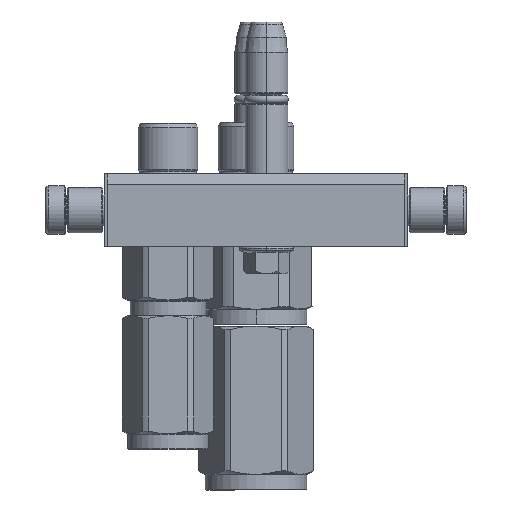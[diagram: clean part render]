
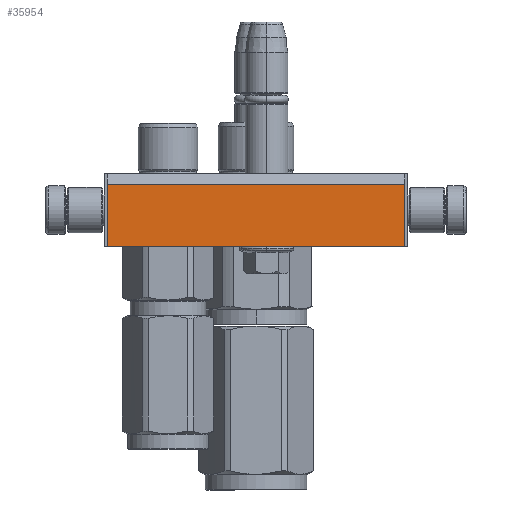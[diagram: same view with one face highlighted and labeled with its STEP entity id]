
A CAD part, left-side view. The second image highlights one B-rep face of the part: STEP entity #35954.
In plain terms, the highlighted face is planar.
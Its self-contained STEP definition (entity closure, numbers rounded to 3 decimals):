
#1349 = CARTESIAN_POINT ( 'NONE',  ( 78., 3.464, 24. ) ) ;
#1597 = DIRECTION ( 'NONE',  ( 0., 1., 0. ) ) ;
#2072 = EDGE_CURVE ( 'NONE', #43231, #24190, #33139, .T. ) ;
#2296 = ORIENTED_EDGE ( 'NONE', *, *, #24686, .T. ) ;
#6453 = LINE ( 'NONE', #53849, #18920 ) ;
#8085 = ORIENTED_EDGE ( 'NONE', *, *, #50996, .F. ) ;
#10095 = DIRECTION ( 'NONE',  ( 0., 1., 0. ) ) ;
#10801 = DIRECTION ( 'NONE',  ( 1., 0., 0. ) ) ;
#14788 = LINE ( 'NONE', #52064, #25289 ) ;
#14863 = VECTOR ( 'NONE', #10095, 1000. ) ;
#17707 = DIRECTION ( 'NONE',  ( 0., 0., 1. ) ) ;
#18077 = CARTESIAN_POINT ( 'NONE',  ( -21., 0., 24. ) ) ;
#18915 = CARTESIAN_POINT ( 'NONE',  ( 78., 3.464, 24. ) ) ;
#18920 = VECTOR ( 'NONE', #20496, 1000. ) ;
#20496 = DIRECTION ( 'NONE',  ( 1., 0., 0. ) ) ;
#20934 = AXIS2_PLACEMENT_3D ( 'NONE', #18077, #17707, #50886 ) ;
#23973 = CARTESIAN_POINT ( 'NONE',  ( -20., 3.464, 24. ) ) ;
#24190 = VERTEX_POINT ( 'NONE', #35829 ) ;
#24686 = EDGE_CURVE ( 'NONE', #33584, #43231, #14788, .T. ) ;
#25289 = VECTOR ( 'NONE', #10801, 1000. ) ;
#27238 = VECTOR ( 'NONE', #1597, 1000. ) ;
#33139 = LINE ( 'NONE', #18915, #14863 ) ;
#33584 = VERTEX_POINT ( 'NONE', #23973 ) ;
#33591 = FACE_OUTER_BOUND ( 'NONE', #45787, .T. ) ;
#35829 = CARTESIAN_POINT ( 'NONE',  ( 78., 24., 24. ) ) ;
#35954 = ADVANCED_FACE ( 'NONE', ( #33591 ), #47226, .T. ) ;
#40409 = ORIENTED_EDGE ( 'NONE', *, *, #41513, .F. ) ;
#41513 = EDGE_CURVE ( 'NONE', #33584, #53913, #51832, .T. ) ;
#43231 = VERTEX_POINT ( 'NONE', #1349 ) ;
#45787 = EDGE_LOOP ( 'NONE', ( #8085, #40409, #2296, #53912 ) ) ;
#47226 = PLANE ( 'NONE',  #20934 ) ;
#50886 = DIRECTION ( 'NONE',  ( 1., 0., 0. ) ) ;
#50996 = EDGE_CURVE ( 'NONE', #53913, #24190, #6453, .T. ) ;
#51781 = CARTESIAN_POINT ( 'NONE',  ( -20., 3.464, 24. ) ) ;
#51832 = LINE ( 'NONE', #51781, #27238 ) ;
#52064 = CARTESIAN_POINT ( 'NONE',  ( -20., 3.464, 24. ) ) ;
#53699 = CARTESIAN_POINT ( 'NONE',  ( -20., 24., 24. ) ) ;
#53849 = CARTESIAN_POINT ( 'NONE',  ( -20., 24., 24. ) ) ;
#53912 = ORIENTED_EDGE ( 'NONE', *, *, #2072, .T. ) ;
#53913 = VERTEX_POINT ( 'NONE', #53699 ) ;
